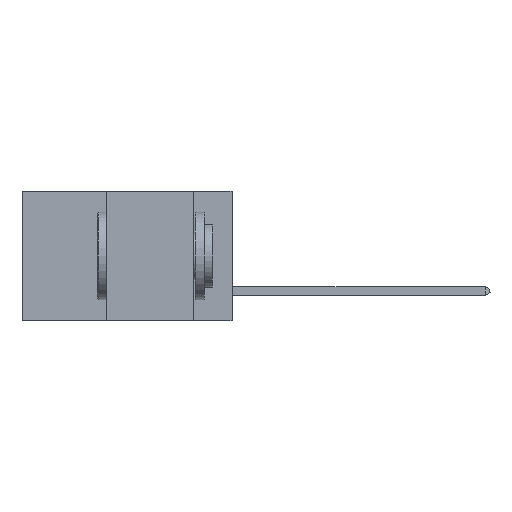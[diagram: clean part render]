
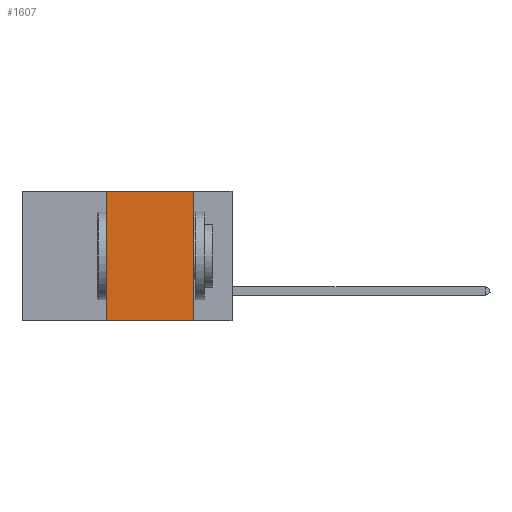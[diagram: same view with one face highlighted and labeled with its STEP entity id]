
A CAD part, left-side view. The second image highlights one B-rep face of the part: STEP entity #1607.
In plain terms, the highlighted planar face has unit normal (-1, 0, 0).
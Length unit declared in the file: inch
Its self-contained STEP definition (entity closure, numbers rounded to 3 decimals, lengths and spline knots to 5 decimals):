
#72 = CARTESIAN_POINT ( 'NONE',  ( 0., 0.6, -0.37 ) ) ;
#407 = ORIENTED_EDGE ( 'NONE', *, *, #2723, .T. ) ;
#572 = LINE ( 'NONE', #6668, #784 ) ;
#678 = EDGE_CURVE ( 'NONE', #3638, #2126, #2767, .T. ) ;
#784 = VECTOR ( 'NONE', #5932, 39.37008 ) ;
#949 = AXIS2_PLACEMENT_3D ( 'NONE', #3566, #1366, #6418 ) ;
#1198 = EDGE_LOOP ( 'NONE', ( #2393, #2995, #2696, #407 ) ) ;
#1300 = LINE ( 'NONE', #3176, #5795 ) ;
#1366 = DIRECTION ( 'NONE',  ( 1., 0., 0. ) ) ;
#1607 = ADVANCED_FACE ( 'NONE', ( #1620 ), #5731, .F. ) ;
#1620 = FACE_OUTER_BOUND ( 'NONE', #1198, .T. ) ;
#2126 = VERTEX_POINT ( 'NONE', #5669 ) ;
#2313 = EDGE_CURVE ( 'NONE', #3968, #4107, #1300, .T. ) ;
#2393 = ORIENTED_EDGE ( 'NONE', *, *, #2313, .F. ) ;
#2696 = ORIENTED_EDGE ( 'NONE', *, *, #678, .F. ) ;
#2723 = EDGE_CURVE ( 'NONE', #3638, #4107, #2745, .T. ) ;
#2745 = LINE ( 'NONE', #72, #8838 ) ;
#2767 = LINE ( 'NONE', #3803, #7857 ) ;
#2995 = ORIENTED_EDGE ( 'NONE', *, *, #5740, .F. ) ;
#3176 = CARTESIAN_POINT ( 'NONE',  ( 0., 0.11, 0. ) ) ;
#3566 = CARTESIAN_POINT ( 'NONE',  ( 0., 0.6, 0. ) ) ;
#3638 = VERTEX_POINT ( 'NONE', #7912 ) ;
#3803 = CARTESIAN_POINT ( 'NONE',  ( 0., 0.36, 0. ) ) ;
#3831 = CARTESIAN_POINT ( 'NONE',  ( 0., 0.11, 0. ) ) ;
#3968 = VERTEX_POINT ( 'NONE', #3831 ) ;
#4107 = VERTEX_POINT ( 'NONE', #7081 ) ;
#5669 = CARTESIAN_POINT ( 'NONE',  ( 0., 0.36, 0. ) ) ;
#5731 = PLANE ( 'NONE',  #949 ) ;
#5740 = EDGE_CURVE ( 'NONE', #2126, #3968, #572, .T. ) ;
#5795 = VECTOR ( 'NONE', #8230, 39.37008 ) ;
#5932 = DIRECTION ( 'NONE',  ( 0., -1., 0. ) ) ;
#6418 = DIRECTION ( 'NONE',  ( 0., 0., -1. ) ) ;
#6668 = CARTESIAN_POINT ( 'NONE',  ( 0., 0.6, 0. ) ) ;
#7081 = CARTESIAN_POINT ( 'NONE',  ( 0., 0.11, -0.37 ) ) ;
#7857 = VECTOR ( 'NONE', #8853, 39.37008 ) ;
#7912 = CARTESIAN_POINT ( 'NONE',  ( 0., 0.36, -0.37 ) ) ;
#8230 = DIRECTION ( 'NONE',  ( 0., 0., -1. ) ) ;
#8724 = DIRECTION ( 'NONE',  ( 0., -1., 0. ) ) ;
#8838 = VECTOR ( 'NONE', #8724, 39.37008 ) ;
#8853 = DIRECTION ( 'NONE',  ( 0., 0., 1. ) ) ;
